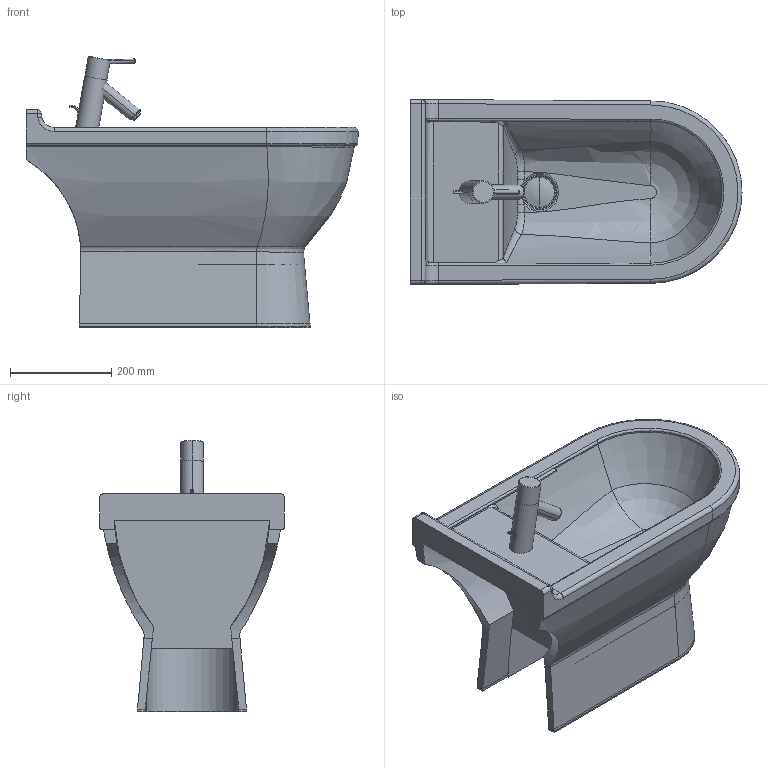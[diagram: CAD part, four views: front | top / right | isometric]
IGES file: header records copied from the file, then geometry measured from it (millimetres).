
Global section: file name: No Iges File Name specified; native system: Autodesk Inventor 2011; preprocessor: AutoDesk Inventor Iges Exporter R2011; author: Administrator; date: 20141120.110819; units: millimetre
Bounding box: 655.1 x 365 x 535.39 mm (x, y, z)
Volume: 23095742.3 mm3; surface area: 1320520.7 mm2
Topology: 8 solids, 8 shells, 221 faces, 534 edges, 324 vertices
Faces by surface type: bspline 62, plane 62, cylinder 44, revolution 27, torus 20, sphere 4, cone 2
